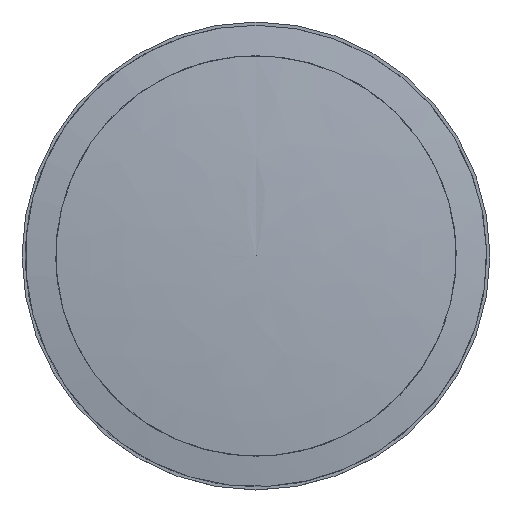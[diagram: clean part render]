
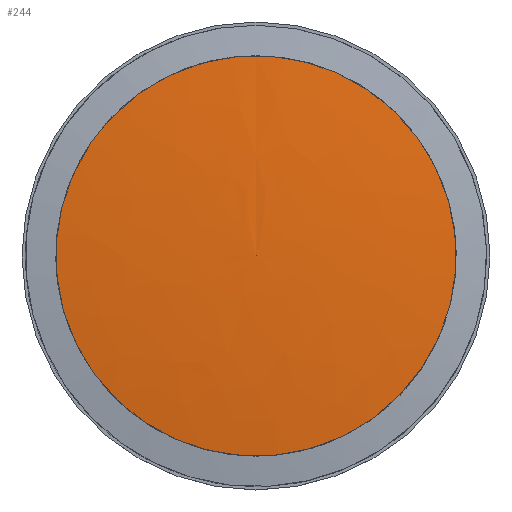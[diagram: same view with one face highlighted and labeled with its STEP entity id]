
A CAD part, top view. The second image highlights one B-rep face of the part: STEP entity #244.
In plain terms, the highlighted free-form (B-spline) face has degree [3, 3] with [4, 7] control points.
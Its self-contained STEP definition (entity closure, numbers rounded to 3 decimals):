
#8 = CARTESIAN_POINT ( 'NONE',  ( 8.742, -130.195, 63.41 ) ) ;
#10 = CARTESIAN_POINT ( 'NONE',  ( 17.462, -129.314, 63.41 ) ) ;
#16 = CARTESIAN_POINT ( 'NONE',  ( 126.883, -33.744, 63.41 ) ) ;
#17 = CARTESIAN_POINT ( 'NONE',  ( 0., 0., 70.396 ) ) ;
#19 = CARTESIAN_POINT ( 'NONE',  ( -66.603, 113.146, 63.41 ) ) ;
#21 = CARTESIAN_POINT ( 'NONE',  ( -261.946, 130.973, 63.328 ) ) ;
#22 = CARTESIAN_POINT ( 'NONE',  ( -34.593, 125.819, 63.41 ) ) ;
#36 = CARTESIAN_POINT ( 'NONE',  ( 0., 130.195, 63.41 ) ) ;
#38 = CARTESIAN_POINT ( 'NONE',  ( 80.755, -103.522, 63.41 ) ) ;
#39 = CARTESIAN_POINT ( 'NONE',  ( 34.593, -125.819, 63.41 ) ) ;
#43 = CARTESIAN_POINT ( 'NONE',  ( 114.011, 65.112, 63.41 ) ) ;
#44 = CARTESIAN_POINT ( 'NONE',  ( 0., -87.456, 67.93 ) ) ;
#46 = CARTESIAN_POINT ( 'NONE',  ( -17.462, -129.314, 63.41 ) ) ;
#49 = CARTESIAN_POINT ( 'NONE',  ( 0., 0., 70.396 ) ) ;
#66 = CARTESIAN_POINT ( 'NONE',  ( 42.961, -123.213, 63.41 ) ) ;
#67 = CARTESIAN_POINT ( 'NONE',  ( 80.755, 103.522, 63.41 ) ) ;
#69 = CARTESIAN_POINT ( 'NONE',  ( 66.603, -113.146, 63.41 ) ) ;
#70 = CARTESIAN_POINT ( 'NONE',  ( 174.912, 87.456, 67.93 ) ) ;
#71 = CARTESIAN_POINT ( 'NONE',  ( 0., 43.76, 70.288 ) ) ;
#75 = CARTESIAN_POINT ( 'NONE',  ( -8.742, -130.195, 63.41 ) ) ;
#93 = CARTESIAN_POINT ( 'NONE',  ( 17.462, 129.314, 63.41 ) ) ;
#97 = CARTESIAN_POINT ( 'NONE',  ( -80.755, -103.522, 63.41 ) ) ;
#98 = CARTESIAN_POINT ( 'NONE',  ( -8.742, 130.195, 63.41 ) ) ;
#99 = CARTESIAN_POINT ( 'NONE',  ( -66.603, -113.146, 63.41 ) ) ;
#101 = CARTESIAN_POINT ( 'NONE',  ( 0., 0., 70.396 ) ) ;
#103 = ORIENTED_EDGE ( 'NONE', *, *, #219, .F. ) ;
#105 = ORIENTED_EDGE ( 'NONE', *, *, #254, .F. ) ;
#120 = CARTESIAN_POINT ( 'NONE',  ( 114.011, -65.112, 63.41 ) ) ;
#121 = CARTESIAN_POINT ( 'NONE',  ( 0., 0., 70.396 ) ) ;
#123 = CARTESIAN_POINT ( 'NONE',  ( -42.961, 123.213, 63.41 ) ) ;
#124 = CARTESIAN_POINT ( 'NONE',  ( -80.755, 103.522, 63.41 ) ) ;
#126 = CARTESIAN_POINT ( 'NONE',  ( -17.462, 129.314, 63.41 ) ) ;
#130 = CARTESIAN_POINT ( 'NONE',  ( -42.961, -123.213, 63.41 ) ) ;
#131 = EDGE_LOOP ( 'NONE', ( #103, #105 ) ) ;
#145 = CARTESIAN_POINT ( 'NONE',  ( 126.883, 33.744, 63.41 ) ) ;
#146 = CARTESIAN_POINT ( 'NONE',  ( 0., -130.973, 63.328 ) ) ;
#147 = CARTESIAN_POINT ( 'NONE',  ( -114.011, 65.112, 63.41 ) ) ;
#149 = CARTESIAN_POINT ( 'NONE',  ( 0., -43.76, 70.288 ) ) ;
#150 = CARTESIAN_POINT ( 'NONE',  ( -104.572, -79.389, 63.41 ) ) ;
#166 = CARTESIAN_POINT ( 'NONE',  ( 0., -130.195, 63.41 ) ) ;
#171 = CARTESIAN_POINT ( 'NONE',  ( 0., 43.76, 70.288 ) ) ;
#173 = VERTEX_POINT ( 'NONE', #262 ) ;
#174 = CARTESIAN_POINT ( 'NONE',  ( -104.572, 79.389, 63.41 ) ) ;
#176 = CARTESIAN_POINT ( 'NONE',  ( 0., 130.973, 63.328 ) ) ;
#177 =( BOUNDED_SURFACE ( )  B_SPLINE_SURFACE ( 3, 3, ( 
 ( #299, #21, #301, #146, #330, #226, #176 ),
 ( #230, #268, #207, #44, #328, #70, #308 ),
 ( #171, #273, #269, #149, #243, #248, #71 ),
 ( #304, #250, #17, #224, #121, #49, #101 ) ),
 .UNSPECIFIED., .F., .T., .F. ) 
 B_SPLINE_SURFACE_WITH_KNOTS ( ( 4, 4 ),
 ( 4, 3, 4 ),
 ( 0., 1. ),
 ( 0., 0.5, 1. ),
 .UNSPECIFIED. ) 
 GEOMETRIC_REPRESENTATION_ITEM ( )  RATIONAL_B_SPLINE_SURFACE ( (
 ( 1., 0.333, 0.333, 1., 0.333, 0.333, 1.),
 ( 0.999, 0.333, 0.333, 0.999, 0.333, 0.333, 0.999),
 ( 0.999, 0.333, 0.333, 0.999, 0.333, 0.333, 0.999),
 ( 1., 0.333, 0.333, 1., 0.333, 0.333, 1.) ) ) 
 REPRESENTATION_ITEM ( '' )  SURFACE ( )  );
#179 = CARTESIAN_POINT ( 'NONE',  ( -130.195, 16.953, 63.41 ) ) ;
#200 = CARTESIAN_POINT ( 'NONE',  ( -114.011, -65.112, 63.41 ) ) ;
#204 = CARTESIAN_POINT ( 'NONE',  ( -34.593, -125.819, 63.41 ) ) ;
#206 = CARTESIAN_POINT ( 'NONE',  ( -130.195, -16.953, 63.41 ) ) ;
#207 = CARTESIAN_POINT ( 'NONE',  ( -174.912, -87.456, 67.93 ) ) ;
#209 = VERTEX_POINT ( 'NONE', #36 ) ;
#218 = CARTESIAN_POINT ( 'NONE',  ( 130.195, 16.953, 63.41 ) ) ;
#219 = EDGE_CURVE ( 'NONE', #209, #173, #233, .T. ) ;
#221 = CARTESIAN_POINT ( 'NONE',  ( 0., 130.195, 63.41 ) ) ;
#224 = CARTESIAN_POINT ( 'NONE',  ( 0., 0., 70.396 ) ) ;
#226 = CARTESIAN_POINT ( 'NONE',  ( 261.946, 130.973, 63.328 ) ) ;
#228 = CARTESIAN_POINT ( 'NONE',  ( 0., 130.195, 63.41 ) ) ;
#230 = CARTESIAN_POINT ( 'NONE',  ( 0., 87.456, 67.93 ) ) ;
#233 = B_SPLINE_CURVE_WITH_KNOTS ( 'NONE', 3,
 ( #221, #324, #93, #295, #239, #292, #67, #267, #43, #145, #218, #242, #16, #120, #321, #38, #69, #66, #39, #10, #8, #166 ),
 .UNSPECIFIED., .F., .F.,
 ( 4, 2, 2, 2, 2, 2, 2, 2, 2, 2, 4 ),
 ( -410.065, -383.838, -357.612, -306.752, -255.892, -205.032, -154.173, -103.313, -52.453, -26.226, 0. ),
 .UNSPECIFIED. ) ;
#239 = CARTESIAN_POINT ( 'NONE',  ( 42.961, 123.213, 63.41 ) ) ;
#242 = CARTESIAN_POINT ( 'NONE',  ( 130.195, -16.953, 63.41 ) ) ;
#243 = CARTESIAN_POINT ( 'NONE',  ( 87.519, -43.76, 70.288 ) ) ;
#244 = ADVANCED_FACE ( 'NONE', ( #249 ), #177, .F. ) ;
#246 = CARTESIAN_POINT ( 'NONE',  ( -126.883, 33.744, 63.41 ) ) ;
#248 = CARTESIAN_POINT ( 'NONE',  ( 87.519, 43.76, 70.288 ) ) ;
#249 = FACE_OUTER_BOUND ( 'NONE', #131, .T. ) ;
#250 = CARTESIAN_POINT ( 'NONE',  ( 0., 0., 70.396 ) ) ;
#254 = EDGE_CURVE ( 'NONE', #173, #209, #259, .T. ) ;
#259 = B_SPLINE_CURVE_WITH_KNOTS ( 'NONE', 3,
 ( #327, #75, #46, #204, #130, #99, #97, #150, #200, #271, #206, #179, #246, #147, #174, #124, #19, #123, #22, #126, #98, #228 ),
 .UNSPECIFIED., .F., .F.,
 ( 4, 2, 2, 2, 2, 2, 2, 2, 2, 2, 4 ),
 ( -410.065, -383.838, -357.612, -306.752, -255.892, -205.032, -154.173, -103.313, -52.453, -26.226, 0. ),
 .UNSPECIFIED. ) ;
#262 = CARTESIAN_POINT ( 'NONE',  ( 0., -130.195, 63.41 ) ) ;
#267 = CARTESIAN_POINT ( 'NONE',  ( 104.572, 79.389, 63.41 ) ) ;
#268 = CARTESIAN_POINT ( 'NONE',  ( -174.912, 87.456, 67.93 ) ) ;
#269 = CARTESIAN_POINT ( 'NONE',  ( -87.519, -43.76, 70.288 ) ) ;
#271 = CARTESIAN_POINT ( 'NONE',  ( -126.883, -33.744, 63.41 ) ) ;
#273 = CARTESIAN_POINT ( 'NONE',  ( -87.519, 43.76, 70.288 ) ) ;
#292 = CARTESIAN_POINT ( 'NONE',  ( 66.603, 113.146, 63.41 ) ) ;
#295 = CARTESIAN_POINT ( 'NONE',  ( 34.593, 125.819, 63.41 ) ) ;
#299 = CARTESIAN_POINT ( 'NONE',  ( 0., 130.973, 63.328 ) ) ;
#301 = CARTESIAN_POINT ( 'NONE',  ( -261.946, -130.973, 63.328 ) ) ;
#304 = CARTESIAN_POINT ( 'NONE',  ( 0., 0., 70.396 ) ) ;
#308 = CARTESIAN_POINT ( 'NONE',  ( 0., 87.456, 67.93 ) ) ;
#321 = CARTESIAN_POINT ( 'NONE',  ( 104.572, -79.389, 63.41 ) ) ;
#324 = CARTESIAN_POINT ( 'NONE',  ( 8.742, 130.195, 63.41 ) ) ;
#327 = CARTESIAN_POINT ( 'NONE',  ( 0., -130.195, 63.41 ) ) ;
#328 = CARTESIAN_POINT ( 'NONE',  ( 174.912, -87.456, 67.93 ) ) ;
#330 = CARTESIAN_POINT ( 'NONE',  ( 261.946, -130.973, 63.328 ) ) ;
